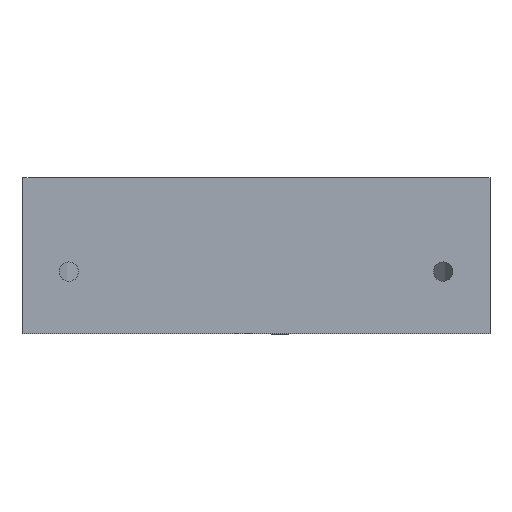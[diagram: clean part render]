
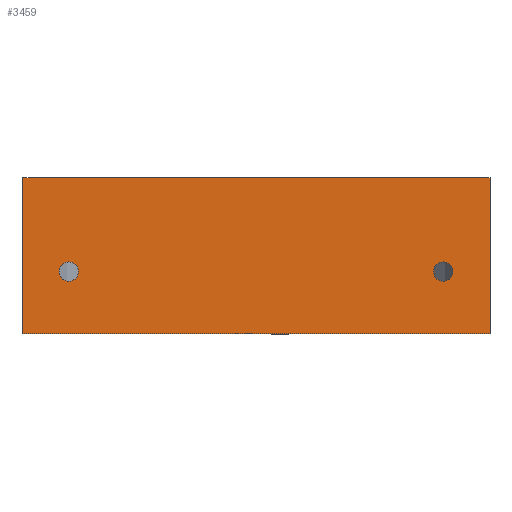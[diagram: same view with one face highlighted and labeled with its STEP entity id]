
A CAD part, front view. The second image highlights one B-rep face of the part: STEP entity #3459.
In plain terms, the highlighted planar face has unit normal (0, -1, 0).
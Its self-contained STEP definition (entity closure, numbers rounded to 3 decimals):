
#45 = PLANE('',#46);
#46 = AXIS2_PLACEMENT_3D('',#47,#48,#49);
#47 = CARTESIAN_POINT('',(0.,61.675,0.));
#48 = DIRECTION('',(0.,0.,1.));
#49 = DIRECTION('',(1.,0.,0.));
#603 = PLANE('',#604);
#604 = AXIS2_PLACEMENT_3D('',#605,#606,#607);
#605 = CARTESIAN_POINT('',(0.,61.675,50.));
#606 = DIRECTION('',(0.,0.,1.));
#607 = DIRECTION('',(1.,0.,0.));
#629 = PLANE('',#630);
#630 = AXIS2_PLACEMENT_3D('',#631,#632,#633);
#631 = CARTESIAN_POINT('',(-75.,80.,0.));
#632 = DIRECTION('',(1.,0.,0.));
#633 = DIRECTION('',(0.,-1.,0.));
#669 = VERTEX_POINT('',#670);
#670 = CARTESIAN_POINT('',(-75.,0.,0.));
#691 = EDGE_CURVE('',#669,#692,#694,.T.);
#692 = VERTEX_POINT('',#693);
#693 = CARTESIAN_POINT('',(75.,0.,0.));
#694 = SURFACE_CURVE('',#695,(#699,#706),.PCURVE_S1.);
#695 = LINE('',#696,#697);
#696 = CARTESIAN_POINT('',(-75.,0.,0.));
#697 = VECTOR('',#698,1.);
#698 = DIRECTION('',(1.,0.,0.));
#699 = PCURVE('',#45,#700);
#700 = DEFINITIONAL_REPRESENTATION('',(#701),#705);
#701 = LINE('',#702,#703);
#702 = CARTESIAN_POINT('',(-75.,-61.675));
#703 = VECTOR('',#704,1.);
#704 = DIRECTION('',(1.,0.));
#705 = ( GEOMETRIC_REPRESENTATION_CONTEXT(2) 
PARAMETRIC_REPRESENTATION_CONTEXT() REPRESENTATION_CONTEXT('2D SPACE',''
  ) );
#706 = PCURVE('',#707,#712);
#707 = PLANE('',#708);
#708 = AXIS2_PLACEMENT_3D('',#709,#710,#711);
#709 = CARTESIAN_POINT('',(-75.,0.,0.));
#710 = DIRECTION('',(0.,1.,0.));
#711 = DIRECTION('',(1.,0.,0.));
#712 = DEFINITIONAL_REPRESENTATION('',(#713),#717);
#713 = LINE('',#714,#715);
#714 = CARTESIAN_POINT('',(0.,0.));
#715 = VECTOR('',#716,1.);
#716 = DIRECTION('',(1.,0.));
#717 = ( GEOMETRIC_REPRESENTATION_CONTEXT(2) 
PARAMETRIC_REPRESENTATION_CONTEXT() REPRESENTATION_CONTEXT('2D SPACE',''
  ) );
#735 = PLANE('',#736);
#736 = AXIS2_PLACEMENT_3D('',#737,#738,#739);
#737 = CARTESIAN_POINT('',(75.,0.,0.));
#738 = DIRECTION('',(-1.,0.,0.));
#739 = DIRECTION('',(0.,1.,0.));
#1444 = VERTEX_POINT('',#1445);
#1445 = CARTESIAN_POINT('',(-75.,0.,50.));
#1466 = EDGE_CURVE('',#669,#1444,#1467,.T.);
#1467 = SURFACE_CURVE('',#1468,(#1472,#1479),.PCURVE_S1.);
#1468 = LINE('',#1469,#1470);
#1469 = CARTESIAN_POINT('',(-75.,0.,0.));
#1470 = VECTOR('',#1471,1.);
#1471 = DIRECTION('',(0.,0.,1.));
#1472 = PCURVE('',#629,#1473);
#1473 = DEFINITIONAL_REPRESENTATION('',(#1474),#1478);
#1474 = LINE('',#1475,#1476);
#1475 = CARTESIAN_POINT('',(80.,0.));
#1476 = VECTOR('',#1477,1.);
#1477 = DIRECTION('',(0.,-1.));
#1478 = ( GEOMETRIC_REPRESENTATION_CONTEXT(2) 
PARAMETRIC_REPRESENTATION_CONTEXT() REPRESENTATION_CONTEXT('2D SPACE',''
  ) );
#1479 = PCURVE('',#707,#1480);
#1480 = DEFINITIONAL_REPRESENTATION('',(#1481),#1485);
#1481 = LINE('',#1482,#1483);
#1482 = CARTESIAN_POINT('',(0.,0.));
#1483 = VECTOR('',#1484,1.);
#1484 = DIRECTION('',(0.,-1.));
#1485 = ( GEOMETRIC_REPRESENTATION_CONTEXT(2) 
PARAMETRIC_REPRESENTATION_CONTEXT() REPRESENTATION_CONTEXT('2D SPACE',''
  ) );
#1551 = EDGE_CURVE('',#1444,#1552,#1554,.T.);
#1552 = VERTEX_POINT('',#1553);
#1553 = CARTESIAN_POINT('',(75.,0.,50.));
#1554 = SURFACE_CURVE('',#1555,(#1559,#1566),.PCURVE_S1.);
#1555 = LINE('',#1556,#1557);
#1556 = CARTESIAN_POINT('',(-75.,0.,50.));
#1557 = VECTOR('',#1558,1.);
#1558 = DIRECTION('',(1.,0.,0.));
#1559 = PCURVE('',#603,#1560);
#1560 = DEFINITIONAL_REPRESENTATION('',(#1561),#1565);
#1561 = LINE('',#1562,#1563);
#1562 = CARTESIAN_POINT('',(-75.,-61.675));
#1563 = VECTOR('',#1564,1.);
#1564 = DIRECTION('',(1.,0.));
#1565 = ( GEOMETRIC_REPRESENTATION_CONTEXT(2) 
PARAMETRIC_REPRESENTATION_CONTEXT() REPRESENTATION_CONTEXT('2D SPACE',''
  ) );
#1566 = PCURVE('',#707,#1567);
#1567 = DEFINITIONAL_REPRESENTATION('',(#1568),#1572);
#1568 = LINE('',#1569,#1570);
#1569 = CARTESIAN_POINT('',(0.,-50.));
#1570 = VECTOR('',#1571,1.);
#1571 = DIRECTION('',(1.,0.));
#1572 = ( GEOMETRIC_REPRESENTATION_CONTEXT(2) 
PARAMETRIC_REPRESENTATION_CONTEXT() REPRESENTATION_CONTEXT('2D SPACE',''
  ) );
#3401 = EDGE_CURVE('',#692,#1552,#3402,.T.);
#3402 = SURFACE_CURVE('',#3403,(#3407,#3414),.PCURVE_S1.);
#3403 = LINE('',#3404,#3405);
#3404 = CARTESIAN_POINT('',(75.,0.,0.));
#3405 = VECTOR('',#3406,1.);
#3406 = DIRECTION('',(0.,0.,1.));
#3407 = PCURVE('',#735,#3408);
#3408 = DEFINITIONAL_REPRESENTATION('',(#3409),#3413);
#3409 = LINE('',#3410,#3411);
#3410 = CARTESIAN_POINT('',(0.,0.));
#3411 = VECTOR('',#3412,1.);
#3412 = DIRECTION('',(0.,-1.));
#3413 = ( GEOMETRIC_REPRESENTATION_CONTEXT(2) 
PARAMETRIC_REPRESENTATION_CONTEXT() REPRESENTATION_CONTEXT('2D SPACE',''
  ) );
#3414 = PCURVE('',#707,#3415);
#3415 = DEFINITIONAL_REPRESENTATION('',(#3416),#3420);
#3416 = LINE('',#3417,#3418);
#3417 = CARTESIAN_POINT('',(150.,0.));
#3418 = VECTOR('',#3419,1.);
#3419 = DIRECTION('',(0.,-1.));
#3420 = ( GEOMETRIC_REPRESENTATION_CONTEXT(2) 
PARAMETRIC_REPRESENTATION_CONTEXT() REPRESENTATION_CONTEXT('2D SPACE',''
  ) );
#3459 = ADVANCED_FACE('',(#3460,#3466,#3501),#707,.F.);
#3460 = FACE_BOUND('',#3461,.F.);
#3461 = EDGE_LOOP('',(#3462,#3463,#3464,#3465));
#3462 = ORIENTED_EDGE('',*,*,#1466,.T.);
#3463 = ORIENTED_EDGE('',*,*,#1551,.T.);
#3464 = ORIENTED_EDGE('',*,*,#3401,.F.);
#3465 = ORIENTED_EDGE('',*,*,#691,.F.);
#3466 = FACE_BOUND('',#3467,.F.);
#3467 = EDGE_LOOP('',(#3468));
#3468 = ORIENTED_EDGE('',*,*,#3469,.T.);
#3469 = EDGE_CURVE('',#3470,#3470,#3472,.T.);
#3470 = VERTEX_POINT('',#3471);
#3471 = CARTESIAN_POINT('',(-56.9,0.,20.));
#3472 = SURFACE_CURVE('',#3473,(#3478,#3489),.PCURVE_S1.);
#3473 = CIRCLE('',#3474,3.1);
#3474 = AXIS2_PLACEMENT_3D('',#3475,#3476,#3477);
#3475 = CARTESIAN_POINT('',(-60.,0.,20.));
#3476 = DIRECTION('',(0.,-1.,0.));
#3477 = DIRECTION('',(1.,0.,0.));
#3478 = PCURVE('',#707,#3479);
#3479 = DEFINITIONAL_REPRESENTATION('',(#3480),#3488);
#3480 = ( BOUNDED_CURVE() B_SPLINE_CURVE(2,(#3481,#3482,#3483,#3484,
#3485,#3486,#3487),.UNSPECIFIED.,.T.,.F.) B_SPLINE_CURVE_WITH_KNOTS((1,2
    ,2,2,2,1),(-2.094,0.,2.094,4.189,
6.283,8.378),.UNSPECIFIED.) CURVE() 
GEOMETRIC_REPRESENTATION_ITEM() RATIONAL_B_SPLINE_CURVE((1.,0.5,1.,0.5,
1.,0.5,1.)) REPRESENTATION_ITEM('') );
#3481 = CARTESIAN_POINT('',(18.1,-20.));
#3482 = CARTESIAN_POINT('',(18.1,-25.369));
#3483 = CARTESIAN_POINT('',(13.45,-22.685));
#3484 = CARTESIAN_POINT('',(8.8,-20.));
#3485 = CARTESIAN_POINT('',(13.45,-17.315));
#3486 = CARTESIAN_POINT('',(18.1,-14.631));
#3487 = CARTESIAN_POINT('',(18.1,-20.));
#3488 = ( GEOMETRIC_REPRESENTATION_CONTEXT(2) 
PARAMETRIC_REPRESENTATION_CONTEXT() REPRESENTATION_CONTEXT('2D SPACE',''
  ) );
#3489 = PCURVE('',#3490,#3495);
#3490 = CYLINDRICAL_SURFACE('',#3491,3.1);
#3491 = AXIS2_PLACEMENT_3D('',#3492,#3493,#3494);
#3492 = CARTESIAN_POINT('',(-60.,0.,20.));
#3493 = DIRECTION('',(0.,-1.,0.));
#3494 = DIRECTION('',(1.,0.,0.));
#3495 = DEFINITIONAL_REPRESENTATION('',(#3496),#3500);
#3496 = LINE('',#3497,#3498);
#3497 = CARTESIAN_POINT('',(0.,0.));
#3498 = VECTOR('',#3499,1.);
#3499 = DIRECTION('',(1.,0.));
#3500 = ( GEOMETRIC_REPRESENTATION_CONTEXT(2) 
PARAMETRIC_REPRESENTATION_CONTEXT() REPRESENTATION_CONTEXT('2D SPACE',''
  ) );
#3501 = FACE_BOUND('',#3502,.F.);
#3502 = EDGE_LOOP('',(#3503));
#3503 = ORIENTED_EDGE('',*,*,#3504,.T.);
#3504 = EDGE_CURVE('',#3505,#3505,#3507,.T.);
#3505 = VERTEX_POINT('',#3506);
#3506 = CARTESIAN_POINT('',(63.1,0.,20.));
#3507 = SURFACE_CURVE('',#3508,(#3513,#3524),.PCURVE_S1.);
#3508 = CIRCLE('',#3509,3.1);
#3509 = AXIS2_PLACEMENT_3D('',#3510,#3511,#3512);
#3510 = CARTESIAN_POINT('',(60.,0.,20.));
#3511 = DIRECTION('',(0.,-1.,0.));
#3512 = DIRECTION('',(1.,0.,0.));
#3513 = PCURVE('',#707,#3514);
#3514 = DEFINITIONAL_REPRESENTATION('',(#3515),#3523);
#3515 = ( BOUNDED_CURVE() B_SPLINE_CURVE(2,(#3516,#3517,#3518,#3519,
#3520,#3521,#3522),.UNSPECIFIED.,.T.,.F.) B_SPLINE_CURVE_WITH_KNOTS((1,2
    ,2,2,2,1),(-2.094,0.,2.094,4.189,
6.283,8.378),.UNSPECIFIED.) CURVE() 
GEOMETRIC_REPRESENTATION_ITEM() RATIONAL_B_SPLINE_CURVE((1.,0.5,1.,0.5,
1.,0.5,1.)) REPRESENTATION_ITEM('') );
#3516 = CARTESIAN_POINT('',(138.1,-20.));
#3517 = CARTESIAN_POINT('',(138.1,-25.369));
#3518 = CARTESIAN_POINT('',(133.45,-22.685));
#3519 = CARTESIAN_POINT('',(128.8,-20.));
#3520 = CARTESIAN_POINT('',(133.45,-17.315));
#3521 = CARTESIAN_POINT('',(138.1,-14.631));
#3522 = CARTESIAN_POINT('',(138.1,-20.));
#3523 = ( GEOMETRIC_REPRESENTATION_CONTEXT(2) 
PARAMETRIC_REPRESENTATION_CONTEXT() REPRESENTATION_CONTEXT('2D SPACE',''
  ) );
#3524 = PCURVE('',#3525,#3530);
#3525 = CYLINDRICAL_SURFACE('',#3526,3.1);
#3526 = AXIS2_PLACEMENT_3D('',#3527,#3528,#3529);
#3527 = CARTESIAN_POINT('',(60.,0.,20.));
#3528 = DIRECTION('',(0.,-1.,0.));
#3529 = DIRECTION('',(1.,0.,0.));
#3530 = DEFINITIONAL_REPRESENTATION('',(#3531),#3535);
#3531 = LINE('',#3532,#3533);
#3532 = CARTESIAN_POINT('',(0.,0.));
#3533 = VECTOR('',#3534,1.);
#3534 = DIRECTION('',(1.,0.));
#3535 = ( GEOMETRIC_REPRESENTATION_CONTEXT(2) 
PARAMETRIC_REPRESENTATION_CONTEXT() REPRESENTATION_CONTEXT('2D SPACE',''
  ) );
